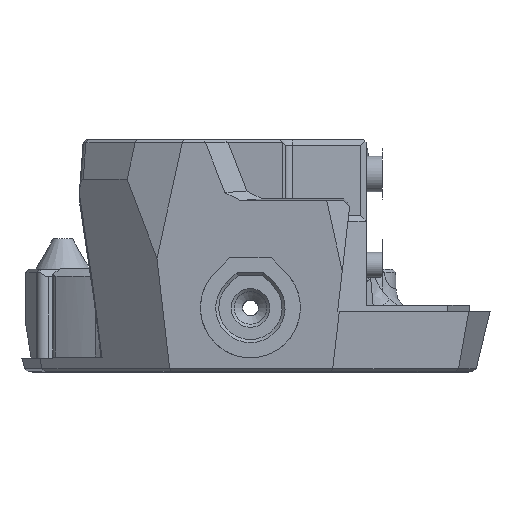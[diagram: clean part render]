
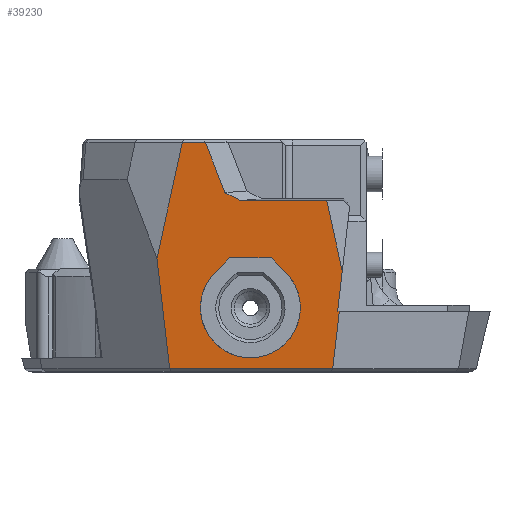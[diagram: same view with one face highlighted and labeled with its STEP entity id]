
A CAD part, top view. The second image highlights one B-rep face of the part: STEP entity #39230.
In plain terms, the highlighted planar face has unit normal (0, -0.087, 0.996).
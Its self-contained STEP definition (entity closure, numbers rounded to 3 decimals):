
#78=FACE_BOUND('',#14166,.T.);
#148=ELLIPSE('',#41447,6.624,6.599);
#1782=LINE('',#57742,#6774);
#1783=LINE('',#57744,#6775);
#1784=LINE('',#57746,#6776);
#1785=LINE('',#57748,#6777);
#1786=LINE('',#57750,#6778);
#1787=LINE('',#57752,#6779);
#1788=LINE('',#57754,#6780);
#1789=LINE('',#57756,#6781);
#1790=LINE('',#57758,#6782);
#1791=LINE('',#57760,#6783);
#1792=LINE('',#57762,#6784);
#1793=LINE('',#57763,#6785);
#1794=LINE('',#57768,#6786);
#1795=LINE('',#57770,#6787);
#1796=LINE('',#57771,#6788);
#6774=VECTOR('',#45208,1000.);
#6775=VECTOR('',#45209,1000.);
#6776=VECTOR('',#45210,1000.);
#6777=VECTOR('',#45211,1000.);
#6778=VECTOR('',#45212,1000.);
#6779=VECTOR('',#45213,1000.);
#6780=VECTOR('',#45214,1000.);
#6781=VECTOR('',#45215,1000.);
#6782=VECTOR('',#45216,1000.);
#6783=VECTOR('',#45217,1000.);
#6784=VECTOR('',#45218,1000.);
#6785=VECTOR('',#45219,1000.);
#6786=VECTOR('',#45222,1000.);
#6787=VECTOR('',#45223,1000.);
#6788=VECTOR('',#45224,1000.);
#10382=PLANE('',#41446);
#12036=FACE_OUTER_BOUND('',#14165,.T.);
#14165=EDGE_LOOP('',(#28962,#28963,#28964,#28965,#28966,#28967,#28968,#28969,
#28970,#28971,#28972,#28973));
#14166=EDGE_LOOP('',(#28974,#28975,#28976,#28977));
#18872=VERTEX_POINT('',#57740);
#18873=VERTEX_POINT('',#57741);
#18874=VERTEX_POINT('',#57743);
#18875=VERTEX_POINT('',#57745);
#18876=VERTEX_POINT('',#57747);
#18877=VERTEX_POINT('',#57749);
#18878=VERTEX_POINT('',#57751);
#18879=VERTEX_POINT('',#57753);
#18880=VERTEX_POINT('',#57755);
#18881=VERTEX_POINT('',#57757);
#18882=VERTEX_POINT('',#57759);
#18883=VERTEX_POINT('',#57761);
#18884=VERTEX_POINT('',#57764);
#18885=VERTEX_POINT('',#57765);
#18886=VERTEX_POINT('',#57767);
#18887=VERTEX_POINT('',#57769);
#22872=EDGE_CURVE('',#18872,#18873,#1782,.T.);
#22873=EDGE_CURVE('',#18873,#18874,#1783,.T.);
#22874=EDGE_CURVE('',#18874,#18875,#1784,.T.);
#22875=EDGE_CURVE('',#18876,#18875,#1785,.T.);
#22876=EDGE_CURVE('',#18877,#18876,#1786,.T.);
#22877=EDGE_CURVE('',#18877,#18878,#1787,.T.);
#22878=EDGE_CURVE('',#18878,#18879,#1788,.T.);
#22879=EDGE_CURVE('',#18879,#18880,#1789,.T.);
#22880=EDGE_CURVE('',#18881,#18880,#1790,.T.);
#22881=EDGE_CURVE('',#18882,#18881,#1791,.T.);
#22882=EDGE_CURVE('',#18882,#18883,#1792,.T.);
#22883=EDGE_CURVE('',#18872,#18883,#1793,.T.);
#22884=EDGE_CURVE('',#18884,#18885,#148,.T.);
#22885=EDGE_CURVE('',#18885,#18886,#1794,.T.);
#22886=EDGE_CURVE('',#18886,#18887,#1795,.T.);
#22887=EDGE_CURVE('',#18887,#18884,#1796,.T.);
#28962=ORIENTED_EDGE('',*,*,#22872,.T.);
#28963=ORIENTED_EDGE('',*,*,#22873,.T.);
#28964=ORIENTED_EDGE('',*,*,#22874,.T.);
#28965=ORIENTED_EDGE('',*,*,#22875,.F.);
#28966=ORIENTED_EDGE('',*,*,#22876,.F.);
#28967=ORIENTED_EDGE('',*,*,#22877,.T.);
#28968=ORIENTED_EDGE('',*,*,#22878,.T.);
#28969=ORIENTED_EDGE('',*,*,#22879,.T.);
#28970=ORIENTED_EDGE('',*,*,#22880,.F.);
#28971=ORIENTED_EDGE('',*,*,#22881,.F.);
#28972=ORIENTED_EDGE('',*,*,#22882,.T.);
#28973=ORIENTED_EDGE('',*,*,#22883,.F.);
#28974=ORIENTED_EDGE('',*,*,#22884,.T.);
#28975=ORIENTED_EDGE('',*,*,#22885,.T.);
#28976=ORIENTED_EDGE('',*,*,#22886,.T.);
#28977=ORIENTED_EDGE('',*,*,#22887,.T.);
#39230=ADVANCED_FACE('',(#12036,#78),#10382,.T.);
#41446=AXIS2_PLACEMENT_3D('',#57739,#45206,#45207);
#41447=AXIS2_PLACEMENT_3D('',#57766,#45220,#45221);
#45206=DIRECTION('center_axis',(0.,-0.087,
0.996));
#45207=DIRECTION('ref_axis',(-1.,0.,0.));
#45208=DIRECTION('',(1.,0.,0.));
#45209=DIRECTION('',(0.114,0.99,0.087));
#45210=DIRECTION('',(-1.,0.,0.));
#45211=DIRECTION('',(-0.114,-0.99,-0.087));
#45212=DIRECTION('',(0.214,-0.973,-0.085));
#45213=DIRECTION('',(-1.,0.,0.));
#45214=DIRECTION('',(-0.888,0.459,0.04));
#45215=DIRECTION('',(-0.36,0.929,0.081));
#45216=DIRECTION('',(1.,0.,0.));
#45217=DIRECTION('',(0.955,0.296,0.026));
#45218=DIRECTION('',(-0.214,-0.973,-0.085));
#45219=DIRECTION('',(-0.114,0.99,0.087));
#45220=DIRECTION('center_axis',(0.,0.087,
-0.996));
#45221=DIRECTION('ref_axis',(0.,0.996,0.087));
#45222=DIRECTION('',(0.706,0.706,0.062));
#45223=DIRECTION('',(1.,0.,0.));
#45224=DIRECTION('',(0.706,-0.706,-0.062));
#57739=CARTESIAN_POINT('Origin',(-0.168,0.303,129.902));
#57740=CARTESIAN_POINT('',(-10.664,-7.802,129.193));
#57741=CARTESIAN_POINT('',(10.865,-7.802,129.193));
#57742=CARTESIAN_POINT('',(-0.073,-7.802,129.193));
#57743=CARTESIAN_POINT('',(11.735,-0.259,129.853));
#57744=CARTESIAN_POINT('',(12.131,3.174,130.154));
#57745=CARTESIAN_POINT('',(11.51,-0.259,129.853));
#57746=CARTESIAN_POINT('',(10.388,-0.259,129.853));
#57747=CARTESIAN_POINT('',(12.119,5.027,130.316));
#57748=CARTESIAN_POINT('',(11.767,1.975,130.049));
#57749=CARTESIAN_POINT('',(10.068,14.359,131.132));
#57750=CARTESIAN_POINT('',(9.39,17.444,131.402));
#57751=CARTESIAN_POINT('',(-1.34,14.359,131.132));
#57752=CARTESIAN_POINT('',(2.599,14.359,131.132));
#57753=CARTESIAN_POINT('',(-3.369,15.407,131.224));
#57754=CARTESIAN_POINT('',(6.918,10.093,130.759));
#57755=CARTESIAN_POINT('',(-5.926,22.002,131.801));
#57756=CARTESIAN_POINT('',(-0.215,7.273,130.512));
#57757=CARTESIAN_POINT('',(-8.984,22.002,131.801));
#57758=CARTESIAN_POINT('',(-3.588,22.002,131.801));
#57759=CARTESIAN_POINT('',(-8.989,22.,131.801));
#57760=CARTESIAN_POINT('',(-12.684,20.853,131.7));
#57761=CARTESIAN_POINT('',(-12.342,6.743,130.466));
#57762=CARTESIAN_POINT('',(-11.395,11.053,130.843));
#57763=CARTESIAN_POINT('',(-11.444,-1.046,129.784));
#57764=CARTESIAN_POINT('',(4.666,4.866,130.302));
#57765=CARTESIAN_POINT('',(-4.666,4.866,130.302));
#57766=CARTESIAN_POINT('Origin',(0.,0.2,
129.893));
#57767=CARTESIAN_POINT('',(-2.733,6.798,130.471));
#57768=CARTESIAN_POINT('',(-3.711,5.821,130.385));
#57769=CARTESIAN_POINT('',(2.733,6.798,130.471));
#57770=CARTESIAN_POINT('',(1.282,6.798,130.471));
#57771=CARTESIAN_POINT('',(4.59,4.942,130.308));
